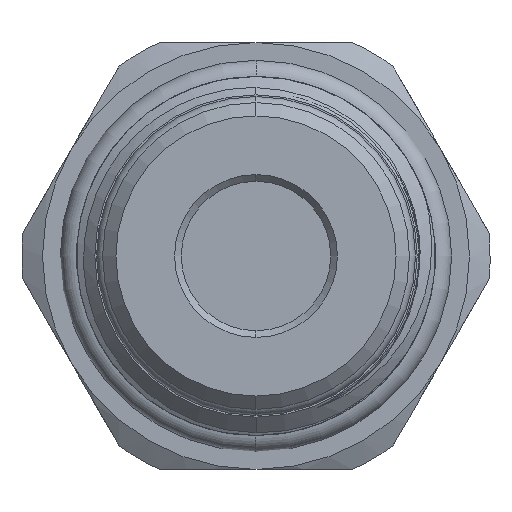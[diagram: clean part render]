
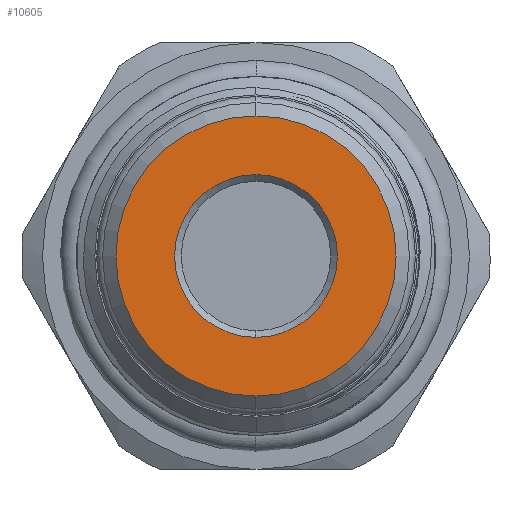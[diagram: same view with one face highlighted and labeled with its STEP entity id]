
A CAD part, left-side view. The second image highlights one B-rep face of the part: STEP entity #10605.
In plain terms, the highlighted planar face has unit normal (-1, 0, 0).
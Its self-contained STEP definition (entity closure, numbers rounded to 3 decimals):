
#88 = DIRECTION ( 'NONE',  ( 0., 0., -1. ) ) ;
#100 = DIRECTION ( 'NONE',  ( 0., 0., -1. ) ) ;
#322 = FACE_BOUND ( 'NONE', #1673, .T. ) ;
#695 = VERTEX_POINT ( 'NONE', #3505 ) ;
#716 = ORIENTED_EDGE ( 'NONE', *, *, #7746, .T. ) ;
#1286 = EDGE_LOOP ( 'NONE', ( #6121, #14118 ) ) ;
#1292 = DIRECTION ( 'NONE',  ( -1., 0., 0. ) ) ;
#1380 = CARTESIAN_POINT ( 'NONE',  ( -29.274, -2.703, 0. ) ) ;
#1673 = EDGE_LOOP ( 'NONE', ( #2170, #716 ) ) ;
#2170 = ORIENTED_EDGE ( 'NONE', *, *, #14287, .T. ) ;
#2760 = DIRECTION ( 'NONE',  ( 1., 0., 0. ) ) ;
#2954 = DIRECTION ( 'NONE',  ( -1., 0., 0. ) ) ;
#3293 = DIRECTION ( 'NONE',  ( 1., 0., 0. ) ) ;
#3505 = CARTESIAN_POINT ( 'NONE',  ( -29.274, -2.703, 10.5 ) ) ;
#3883 = CIRCLE ( 'NONE', #9155, 10.5 ) ;
#4415 = CIRCLE ( 'NONE', #6593, 6.1 ) ;
#4803 = EDGE_CURVE ( 'NONE', #695, #5783, #3883, .T. ) ;
#4914 = CARTESIAN_POINT ( 'NONE',  ( -29.274, -2.703, 6.1 ) ) ;
#5112 = DIRECTION ( 'NONE',  ( 1., 0., 0. ) ) ;
#5237 = AXIS2_PLACEMENT_3D ( 'NONE', #14094, #2760, #88 ) ;
#5757 = CARTESIAN_POINT ( 'NONE',  ( -29.274, -2.703, -10.5 ) ) ;
#5783 = VERTEX_POINT ( 'NONE', #5757 ) ;
#6121 = ORIENTED_EDGE ( 'NONE', *, *, #10866, .T. ) ;
#6311 = CIRCLE ( 'NONE', #7835, 6.1 ) ;
#6337 = DIRECTION ( 'NONE',  ( 0., 0., -1. ) ) ;
#6593 = AXIS2_PLACEMENT_3D ( 'NONE', #10770, #5112, #9676 ) ;
#7746 = EDGE_CURVE ( 'NONE', #10599, #12651, #4415, .T. ) ;
#7835 = AXIS2_PLACEMENT_3D ( 'NONE', #12548, #3293, #12450 ) ;
#8087 = PLANE ( 'NONE',  #5237 ) ;
#9069 = AXIS2_PLACEMENT_3D ( 'NONE', #9762, #2954, #6337 ) ;
#9155 = AXIS2_PLACEMENT_3D ( 'NONE', #1380, #1292, #100 ) ;
#9676 = DIRECTION ( 'NONE',  ( 0., 0., -1. ) ) ;
#9762 = CARTESIAN_POINT ( 'NONE',  ( -29.274, -2.703, 0. ) ) ;
#10599 = VERTEX_POINT ( 'NONE', #11663 ) ;
#10605 = ADVANCED_FACE ( 'NONE', ( #11725, #322 ), #8087, .F. ) ;
#10770 = CARTESIAN_POINT ( 'NONE',  ( -29.274, -2.703, 0. ) ) ;
#10866 = EDGE_CURVE ( 'NONE', #5783, #695, #12092, .T. ) ;
#11663 = CARTESIAN_POINT ( 'NONE',  ( -29.274, -2.703, -6.1 ) ) ;
#11725 = FACE_OUTER_BOUND ( 'NONE', #1286, .T. ) ;
#12092 = CIRCLE ( 'NONE', #9069, 10.5 ) ;
#12450 = DIRECTION ( 'NONE',  ( 0., 0., -1. ) ) ;
#12548 = CARTESIAN_POINT ( 'NONE',  ( -29.274, -2.703, 0. ) ) ;
#12651 = VERTEX_POINT ( 'NONE', #4914 ) ;
#14094 = CARTESIAN_POINT ( 'NONE',  ( -29.274, -2.703, 0. ) ) ;
#14118 = ORIENTED_EDGE ( 'NONE', *, *, #4803, .T. ) ;
#14287 = EDGE_CURVE ( 'NONE', #12651, #10599, #6311, .T. ) ;
